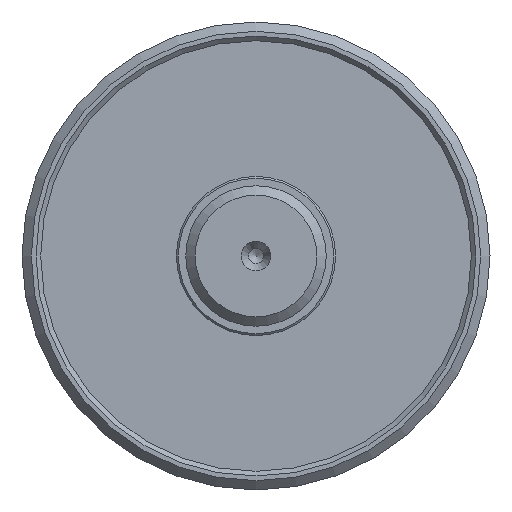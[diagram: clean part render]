
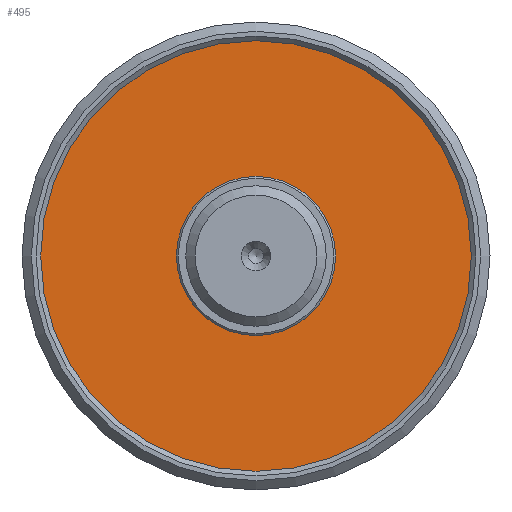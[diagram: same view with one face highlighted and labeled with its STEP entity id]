
A CAD part, left-side view. The second image highlights one B-rep face of the part: STEP entity #495.
In plain terms, the highlighted planar face has unit normal (-1, 0, 0).
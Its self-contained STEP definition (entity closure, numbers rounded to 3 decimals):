
#65=PLANE($,#553);
#103=FACE_BOUND($,#187,.T.);
#141=FACE_OUTER_BOUND($,#186,.T.);
#186=EDGE_LOOP($,(#393));
#187=EDGE_LOOP($,(#394));
#251=CIRCLE($,#547,8.5);
#254=CIRCLE($,#554,23.);
#288=VERTEX_POINT($,#819);
#291=VERTEX_POINT($,#829);
#333=EDGE_CURVE($,#288,#288,#251,.T.);
#336=EDGE_CURVE($,#291,#291,#254,.T.);
#393=ORIENTED_EDGE($,*,*,#336,.F.);
#394=ORIENTED_EDGE($,*,*,#333,.T.);
#495=ADVANCED_FACE($,(#141,#103),#65,.T.);
#547=AXIS2_PLACEMENT_3D($,#820,#646,#647);
#553=AXIS2_PLACEMENT_3D($,#828,#658,#659);
#554=AXIS2_PLACEMENT_3D($,#830,#660,#661);
#646=DIRECTION('center_axis',(1.,0.,0.));
#647=DIRECTION('ref_axis',(0.,1.,0.));
#658=DIRECTION('center_axis',(-1.,0.,0.));
#659=DIRECTION('ref_axis',(0.,0.,1.));
#660=DIRECTION('center_axis',(1.,0.,0.));
#661=DIRECTION('ref_axis',(0.,1.,0.));
#819=CARTESIAN_POINT('',(8.,8.5,0.));
#820=CARTESIAN_POINT('Origin',(8.,0.,0.));
#828=CARTESIAN_POINT('Origin',(8.,15.75,0.));
#829=CARTESIAN_POINT('',(8.,23.,0.));
#830=CARTESIAN_POINT('Origin',(8.,0.,0.));
